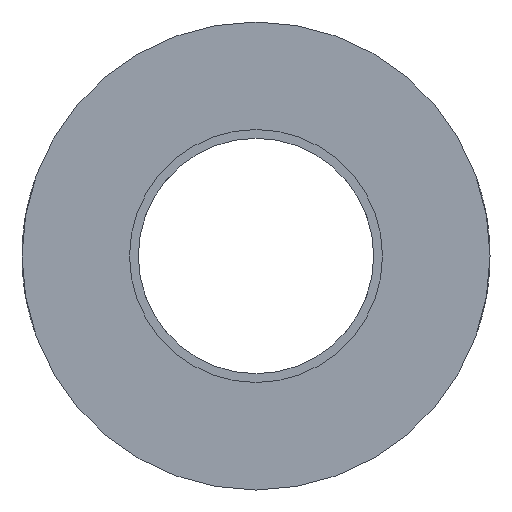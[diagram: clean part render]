
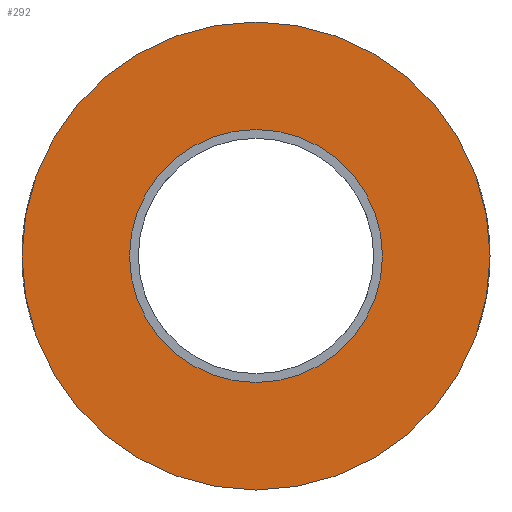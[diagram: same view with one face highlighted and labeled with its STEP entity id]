
A CAD part, front view. The second image highlights one B-rep face of the part: STEP entity #292.
In plain terms, the highlighted planar face has unit normal (0, -1, 0).
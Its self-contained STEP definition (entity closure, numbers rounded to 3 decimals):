
#18=FACE_BOUND('',#77,.T.);
#20=CIRCLE('',#323,12.5);
#25=CIRCLE('',#331,23.125);
#59=FACE_OUTER_BOUND('',#76,.T.);
#76=EDGE_LOOP('',(#269));
#77=EDGE_LOOP('',(#270));
#144=VERTEX_POINT('',#601);
#149=VERTEX_POINT('',#618);
#180=EDGE_CURVE('',#144,#144,#20,.T.);
#190=EDGE_CURVE('',#149,#149,#25,.T.);
#269=ORIENTED_EDGE('',*,*,#190,.T.);
#270=ORIENTED_EDGE('',*,*,#180,.T.);
#278=PLANE('',#332);
#292=ADVANCED_FACE('',(#59,#18),#278,.F.);
#323=AXIS2_PLACEMENT_3D('',#602,#370,#371);
#331=AXIS2_PLACEMENT_3D('',#620,#391,#392);
#332=AXIS2_PLACEMENT_3D('',#621,#393,#394);
#370=DIRECTION('center_axis',(0.,1.,0.));
#371=DIRECTION('ref_axis',(-1.,0.,0.));
#391=DIRECTION('center_axis',(0.,-1.,0.));
#392=DIRECTION('ref_axis',(1.,0.,0.));
#393=DIRECTION('center_axis',(0.,1.,0.));
#394=DIRECTION('ref_axis',(0.,0.,1.));
#601=CARTESIAN_POINT('',(12.5,0.,0.));
#602=CARTESIAN_POINT('Origin',(0.,0.,0.));
#618=CARTESIAN_POINT('',(-23.125,0.,0.));
#620=CARTESIAN_POINT('Origin',(0.,0.,0.));
#621=CARTESIAN_POINT('Origin',(0.,0.,0.));
